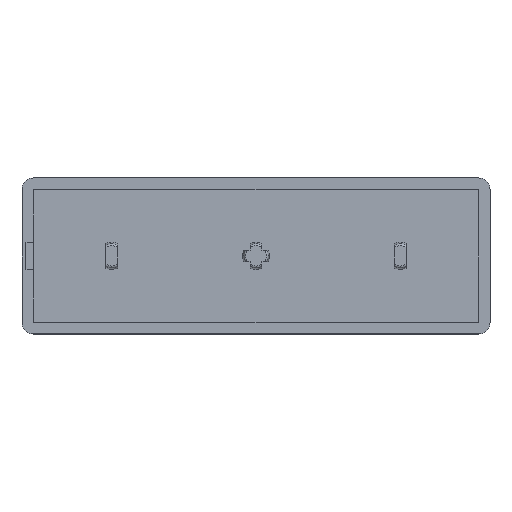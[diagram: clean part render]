
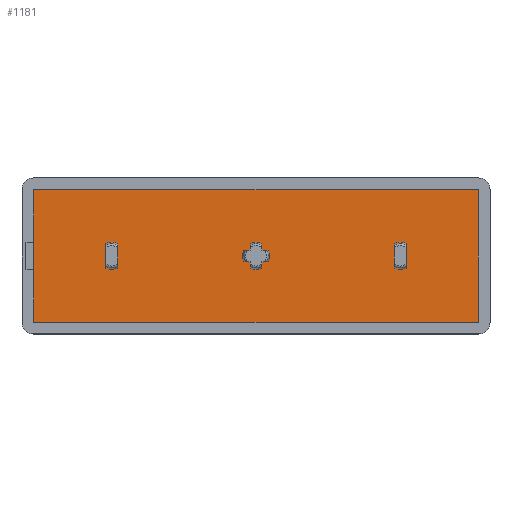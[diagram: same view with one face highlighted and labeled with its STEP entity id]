
A CAD part, top view. The second image highlights one B-rep face of the part: STEP entity #1181.
In plain terms, the highlighted planar face has unit normal (0, 0, 1).
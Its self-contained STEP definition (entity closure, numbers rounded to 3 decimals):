
#15=FACE_BOUND('',#432,.T.);
#16=FACE_BOUND('',#433,.T.);
#17=FACE_BOUND('',#434,.T.);
#95=PLANE('',#1317);
#120=LINE('',#1769,#212);
#123=LINE('',#1796,#215);
#128=LINE('',#1851,#220);
#131=LINE('',#1889,#223);
#133=LINE('',#1906,#225);
#149=LINE('',#1937,#241);
#150=LINE('',#1940,#242);
#154=LINE('',#1979,#246);
#158=LINE('',#2024,#250);
#162=LINE('',#2069,#254);
#166=LINE('',#2114,#258);
#170=LINE('',#2127,#262);
#175=LINE('',#2135,#267);
#177=LINE('',#2139,#269);
#179=LINE('',#2143,#271);
#183=LINE('',#2158,#275);
#186=LINE('',#2164,#278);
#188=LINE('',#2167,#280);
#212=VECTOR('',#1418,10.);
#215=VECTOR('',#1427,10.);
#220=VECTOR('',#1460,10.);
#223=VECTOR('',#1469,10.);
#225=VECTOR('',#1489,10.);
#241=VECTOR('',#1515,10.);
#242=VECTOR('',#1518,10.);
#246=VECTOR('',#1530,10.);
#250=VECTOR('',#1546,10.);
#254=VECTOR('',#1562,10.);
#258=VECTOR('',#1578,10.);
#262=VECTOR('',#1588,10.);
#267=VECTOR('',#1597,10.);
#269=VECTOR('',#1601,10.);
#271=VECTOR('',#1605,10.);
#275=VECTOR('',#1627,10.);
#278=VECTOR('',#1632,10.);
#280=VECTOR('',#1636,10.);
#363=FACE_OUTER_BOUND('',#431,.T.);
#431=EDGE_LOOP('',(#1063,#1064,#1065,#1066,#1067,#1068));
#432=EDGE_LOOP('',(#1069,#1070,#1071,#1072));
#433=EDGE_LOOP('',(#1073,#1074,#1075,#1076));
#434=EDGE_LOOP('',(#1077,#1078,#1079,#1080,#1081,#1082,#1083,#1084,#1085,
#1086,#1087,#1088));
#461=CIRCLE('',#1250,3.475);
#462=CIRCLE('',#1252,3.475);
#469=CIRCLE('',#1267,3.475);
#470=CIRCLE('',#1269,3.475);
#483=CIRCLE('',#1307,3.475);
#484=CIRCLE('',#1309,3.475);
#485=CIRCLE('',#1311,3.475);
#486=CIRCLE('',#1313,3.475);
#515=VERTEX_POINT('',#1766);
#516=VERTEX_POINT('',#1768);
#520=VERTEX_POINT('',#1793);
#521=VERTEX_POINT('',#1795);
#530=VERTEX_POINT('',#1848);
#531=VERTEX_POINT('',#1850);
#536=VERTEX_POINT('',#1886);
#537=VERTEX_POINT('',#1888);
#539=VERTEX_POINT('',#1904);
#540=VERTEX_POINT('',#1905);
#550=VERTEX_POINT('',#1935);
#551=VERTEX_POINT('',#1939);
#558=VERTEX_POINT('',#1976);
#559=VERTEX_POINT('',#1978);
#567=VERTEX_POINT('',#2021);
#568=VERTEX_POINT('',#2023);
#576=VERTEX_POINT('',#2066);
#577=VERTEX_POINT('',#2068);
#585=VERTEX_POINT('',#2111);
#586=VERTEX_POINT('',#2113);
#589=VERTEX_POINT('',#2126);
#590=VERTEX_POINT('',#2134);
#591=VERTEX_POINT('',#2138);
#592=VERTEX_POINT('',#2142);
#594=VERTEX_POINT('',#2156);
#596=VERTEX_POINT('',#2162);
#641=EDGE_CURVE('',#516,#515,#120,.T.);
#648=EDGE_CURVE('',#521,#520,#123,.T.);
#653=EDGE_CURVE('',#515,#521,#461,.T.);
#654=EDGE_CURVE('',#520,#516,#462,.T.);
#664=EDGE_CURVE('',#531,#530,#128,.T.);
#672=EDGE_CURVE('',#537,#536,#131,.T.);
#677=EDGE_CURVE('',#536,#531,#469,.T.);
#678=EDGE_CURVE('',#530,#537,#470,.T.);
#679=EDGE_CURVE('',#539,#540,#133,.T.);
#695=EDGE_CURVE('',#550,#539,#149,.T.);
#696=EDGE_CURVE('',#540,#551,#150,.T.);
#705=EDGE_CURVE('',#559,#558,#154,.T.);
#716=EDGE_CURVE('',#568,#567,#158,.T.);
#727=EDGE_CURVE('',#577,#576,#162,.T.);
#738=EDGE_CURVE('',#586,#585,#166,.T.);
#744=EDGE_CURVE('',#589,#577,#170,.T.);
#749=EDGE_CURVE('',#590,#559,#175,.T.);
#751=EDGE_CURVE('',#591,#568,#177,.T.);
#753=EDGE_CURVE('',#592,#586,#179,.T.);
#755=EDGE_CURVE('',#558,#589,#483,.T.);
#756=EDGE_CURVE('',#585,#591,#484,.T.);
#757=EDGE_CURVE('',#576,#592,#485,.T.);
#758=EDGE_CURVE('',#567,#590,#486,.T.);
#761=EDGE_CURVE('',#594,#550,#183,.T.);
#764=EDGE_CURVE('',#596,#594,#186,.T.);
#766=EDGE_CURVE('',#551,#596,#188,.T.);
#1063=ORIENTED_EDGE('',*,*,#766,.F.);
#1064=ORIENTED_EDGE('',*,*,#696,.F.);
#1065=ORIENTED_EDGE('',*,*,#679,.F.);
#1066=ORIENTED_EDGE('',*,*,#695,.F.);
#1067=ORIENTED_EDGE('',*,*,#761,.F.);
#1068=ORIENTED_EDGE('',*,*,#764,.F.);
#1069=ORIENTED_EDGE('',*,*,#648,.T.);
#1070=ORIENTED_EDGE('',*,*,#654,.T.);
#1071=ORIENTED_EDGE('',*,*,#641,.T.);
#1072=ORIENTED_EDGE('',*,*,#653,.T.);
#1073=ORIENTED_EDGE('',*,*,#677,.T.);
#1074=ORIENTED_EDGE('',*,*,#664,.T.);
#1075=ORIENTED_EDGE('',*,*,#678,.T.);
#1076=ORIENTED_EDGE('',*,*,#672,.T.);
#1077=ORIENTED_EDGE('',*,*,#738,.T.);
#1078=ORIENTED_EDGE('',*,*,#756,.T.);
#1079=ORIENTED_EDGE('',*,*,#751,.T.);
#1080=ORIENTED_EDGE('',*,*,#716,.T.);
#1081=ORIENTED_EDGE('',*,*,#758,.T.);
#1082=ORIENTED_EDGE('',*,*,#749,.T.);
#1083=ORIENTED_EDGE('',*,*,#705,.T.);
#1084=ORIENTED_EDGE('',*,*,#755,.T.);
#1085=ORIENTED_EDGE('',*,*,#744,.T.);
#1086=ORIENTED_EDGE('',*,*,#727,.T.);
#1087=ORIENTED_EDGE('',*,*,#757,.T.);
#1088=ORIENTED_EDGE('',*,*,#753,.T.);
#1181=ADVANCED_FACE('',(#363,#15,#16,#17),#95,.F.);
#1250=AXIS2_PLACEMENT_3D('',#1807,#1439,#1440);
#1252=AXIS2_PLACEMENT_3D('',#1809,#1443,#1444);
#1267=AXIS2_PLACEMENT_3D('',#1900,#1481,#1482);
#1269=AXIS2_PLACEMENT_3D('',#1902,#1485,#1486);
#1307=AXIS2_PLACEMENT_3D('',#2146,#1609,#1610);
#1309=AXIS2_PLACEMENT_3D('',#2148,#1613,#1614);
#1311=AXIS2_PLACEMENT_3D('',#2150,#1617,#1618);
#1313=AXIS2_PLACEMENT_3D('',#2152,#1621,#1622);
#1317=AXIS2_PLACEMENT_3D('',#2168,#1637,#1638);
#1418=DIRECTION('',(0.,1.,0.));
#1427=DIRECTION('',(0.,-1.,0.));
#1439=DIRECTION('center_axis',(0.,0.,-1.));
#1440=DIRECTION('ref_axis',(0.432,-0.902,0.));
#1443=DIRECTION('center_axis',(0.,0.,-1.));
#1444=DIRECTION('ref_axis',(-0.432,0.902,0.));
#1460=DIRECTION('',(0.,-1.,0.));
#1469=DIRECTION('',(0.,1.,0.));
#1481=DIRECTION('center_axis',(0.,0.,-1.));
#1482=DIRECTION('ref_axis',(-0.432,-0.902,0.));
#1485=DIRECTION('center_axis',(0.,0.,-1.));
#1486=DIRECTION('ref_axis',(0.432,0.902,0.));
#1489=DIRECTION('',(0.,1.,0.));
#1515=DIRECTION('',(0.,1.,0.));
#1518=DIRECTION('',(0.,1.,0.));
#1530=DIRECTION('',(1.,0.,0.));
#1546=DIRECTION('',(0.,1.,0.));
#1562=DIRECTION('',(0.,-1.,0.));
#1578=DIRECTION('',(-1.,0.,0.));
#1588=DIRECTION('',(-1.,0.,0.));
#1597=DIRECTION('',(0.,-1.,0.));
#1601=DIRECTION('',(1.,0.,0.));
#1605=DIRECTION('',(0.,1.,0.));
#1609=DIRECTION('center_axis',(0.,0.,-1.));
#1610=DIRECTION('ref_axis',(0.902,-0.432,0.));
#1613=DIRECTION('center_axis',(0.,0.,-1.));
#1614=DIRECTION('ref_axis',(-0.902,0.432,0.));
#1617=DIRECTION('center_axis',(0.,0.,-1.));
#1618=DIRECTION('ref_axis',(-0.432,-0.902,0.));
#1621=DIRECTION('center_axis',(0.,0.,-1.));
#1622=DIRECTION('ref_axis',(0.432,0.902,0.));
#1627=DIRECTION('',(-1.,0.,0.));
#1632=DIRECTION('',(0.,-1.,0.));
#1636=DIRECTION('',(1.,0.,0.));
#1637=DIRECTION('center_axis',(0.,0.,-1.));
#1638=DIRECTION('ref_axis',(-1.,0.,0.));
#1766=CARTESIAN_POINT('',(35.5,3.135,-1.));
#1768=CARTESIAN_POINT('',(35.5,-3.135,-1.));
#1769=CARTESIAN_POINT('',(35.5,-1.567,-1.));
#1793=CARTESIAN_POINT('',(38.5,-3.135,-1.));
#1795=CARTESIAN_POINT('',(38.5,3.135,-1.));
#1796=CARTESIAN_POINT('',(38.5,1.567,-1.));
#1807=CARTESIAN_POINT('Origin',(37.,0.,
-1.));
#1809=CARTESIAN_POINT('Origin',(37.,0.,
-1.));
#1848=CARTESIAN_POINT('',(-35.5,-3.135,-1.));
#1850=CARTESIAN_POINT('',(-35.5,3.135,-1.));
#1851=CARTESIAN_POINT('',(-35.5,-1.567,-1.));
#1886=CARTESIAN_POINT('',(-38.5,3.135,-1.));
#1888=CARTESIAN_POINT('',(-38.5,-3.135,-1.));
#1889=CARTESIAN_POINT('',(-38.5,1.567,-1.));
#1900=CARTESIAN_POINT('Origin',(-37.,0.,
-1.));
#1902=CARTESIAN_POINT('Origin',(-37.,0.,
-1.));
#1904=CARTESIAN_POINT('',(-57.,-3.5,-1.));
#1905=CARTESIAN_POINT('',(-57.,3.5,-1.));
#1906=CARTESIAN_POINT('',(-57.,-17.,-1.));
#1935=CARTESIAN_POINT('',(-57.,-17.,-1.));
#1937=CARTESIAN_POINT('',(-57.,-17.,-1.));
#1939=CARTESIAN_POINT('',(-57.,17.,-1.));
#1940=CARTESIAN_POINT('',(-57.,-17.,-1.));
#1976=CARTESIAN_POINT('',(3.135,1.5,-1.));
#1978=CARTESIAN_POINT('',(1.5,1.5,-1.));
#1979=CARTESIAN_POINT('',(1.567,1.5,-1.));
#2021=CARTESIAN_POINT('',(-1.5,3.135,-1.));
#2023=CARTESIAN_POINT('',(-1.5,1.5,-1.));
#2024=CARTESIAN_POINT('',(-1.5,1.567,-1.));
#2066=CARTESIAN_POINT('',(1.5,-3.135,-1.));
#2068=CARTESIAN_POINT('',(1.5,-1.5,-1.));
#2069=CARTESIAN_POINT('',(1.5,-1.567,-1.));
#2111=CARTESIAN_POINT('',(-3.135,-1.5,-1.));
#2113=CARTESIAN_POINT('',(-1.5,-1.5,-1.));
#2114=CARTESIAN_POINT('',(-1.567,-1.5,-1.));
#2126=CARTESIAN_POINT('',(3.135,-1.5,-1.));
#2127=CARTESIAN_POINT('',(0.75,-1.5,-1.));
#2134=CARTESIAN_POINT('',(1.5,3.135,-1.));
#2135=CARTESIAN_POINT('',(1.5,0.75,-1.));
#2138=CARTESIAN_POINT('',(-3.135,1.5,-1.));
#2139=CARTESIAN_POINT('',(-0.75,1.5,-1.));
#2142=CARTESIAN_POINT('',(-1.5,-3.135,-1.));
#2143=CARTESIAN_POINT('',(-1.5,-0.75,-1.));
#2146=CARTESIAN_POINT('Origin',(0.,0.,
-1.));
#2148=CARTESIAN_POINT('Origin',(0.,0.,
-1.));
#2150=CARTESIAN_POINT('Origin',(0.,0.,
-1.));
#2152=CARTESIAN_POINT('Origin',(0.,0.,
-1.));
#2156=CARTESIAN_POINT('',(57.,-17.,-1.));
#2158=CARTESIAN_POINT('',(57.,-17.,-1.));
#2162=CARTESIAN_POINT('',(57.,17.,-1.));
#2164=CARTESIAN_POINT('',(57.,17.,-1.));
#2167=CARTESIAN_POINT('',(-57.,17.,-1.));
#2168=CARTESIAN_POINT('Origin',(0.,0.,-1.));
